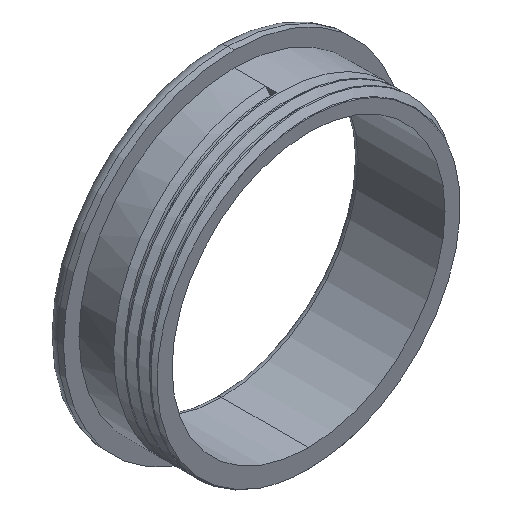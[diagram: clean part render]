
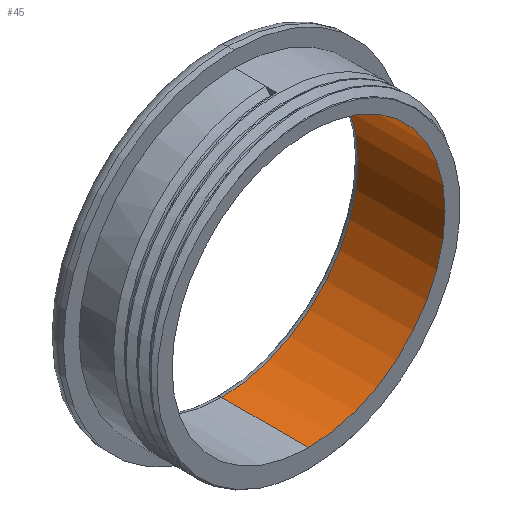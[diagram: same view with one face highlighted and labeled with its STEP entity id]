
A CAD part, isometric view. The second image highlights one B-rep face of the part: STEP entity #45.
In plain terms, the highlighted cylindrical face has radius 11 mm (diameter 22 mm), a partial arc.
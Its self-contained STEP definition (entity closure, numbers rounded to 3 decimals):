
#24 = DIRECTION ( 'NONE',  ( 0., 1., 0. ) ) ;
#42 = CARTESIAN_POINT ( 'NONE',  ( 0., -6., 11. ) ) ;
#45 = ADVANCED_FACE ( 'NONE', ( #360 ), #689, .F. ) ;
#67 = DIRECTION ( 'NONE',  ( 0., 0., 1. ) ) ;
#76 = VERTEX_POINT ( 'NONE', #1301 ) ;
#112 = CARTESIAN_POINT ( 'NONE',  ( 0., -6., -11. ) ) ;
#131 = AXIS2_PLACEMENT_3D ( 'NONE', #769, #669, #783 ) ;
#134 = LINE ( 'NONE', #1166, #557 ) ;
#315 = ORIENTED_EDGE ( 'NONE', *, *, #584, .T. ) ;
#349 = DIRECTION ( 'NONE',  ( 0., 1., 0. ) ) ;
#355 = EDGE_CURVE ( 'NONE', #425, #76, #422, .T. ) ;
#360 = FACE_OUTER_BOUND ( 'NONE', #1087, .T. ) ;
#375 = CARTESIAN_POINT ( 'NONE',  ( 0., 1., 11. ) ) ;
#384 = AXIS2_PLACEMENT_3D ( 'NONE', #489, #1085, #67 ) ;
#396 = DIRECTION ( 'NONE',  ( 0., 1., 0. ) ) ;
#408 = DIRECTION ( 'NONE',  ( 0., 0., 1. ) ) ;
#422 = LINE ( 'NONE', #112, #1026 ) ;
#425 = VERTEX_POINT ( 'NONE', #782 ) ;
#467 = ORIENTED_EDGE ( 'NONE', *, *, #906, .T. ) ;
#489 = CARTESIAN_POINT ( 'NONE',  ( 0., -6., 0. ) ) ;
#492 = ORIENTED_EDGE ( 'NONE', *, *, #799, .T. ) ;
#557 = VECTOR ( 'NONE', #349, 1000. ) ;
#584 = EDGE_CURVE ( 'NONE', #833, #76, #1027, .T. ) ;
#603 = CIRCLE ( 'NONE', #131, 11. ) ;
#669 = DIRECTION ( 'NONE',  ( 0., -1., 0. ) ) ;
#689 = CYLINDRICAL_SURFACE ( 'NONE', #384, 11. ) ;
#769 = CARTESIAN_POINT ( 'NONE',  ( 0., -6., 0. ) ) ;
#782 = CARTESIAN_POINT ( 'NONE',  ( 0., -6., -11. ) ) ;
#783 = DIRECTION ( 'NONE',  ( 0., 0., -1. ) ) ;
#799 = EDGE_CURVE ( 'NONE', #1214, #833, #134, .T. ) ;
#833 = VERTEX_POINT ( 'NONE', #375 ) ;
#906 = EDGE_CURVE ( 'NONE', #425, #1214, #603, .T. ) ;
#922 = AXIS2_PLACEMENT_3D ( 'NONE', #992, #24, #408 ) ;
#992 = CARTESIAN_POINT ( 'NONE',  ( 0., 1., 0. ) ) ;
#1026 = VECTOR ( 'NONE', #396, 1000. ) ;
#1027 = CIRCLE ( 'NONE', #922, 11. ) ;
#1085 = DIRECTION ( 'NONE',  ( 0., 1., 0. ) ) ;
#1087 = EDGE_LOOP ( 'NONE', ( #1238, #467, #492, #315 ) ) ;
#1166 = CARTESIAN_POINT ( 'NONE',  ( 0., -6., 11. ) ) ;
#1214 = VERTEX_POINT ( 'NONE', #42 ) ;
#1238 = ORIENTED_EDGE ( 'NONE', *, *, #355, .F. ) ;
#1301 = CARTESIAN_POINT ( 'NONE',  ( 0., 1., -11. ) ) ;
